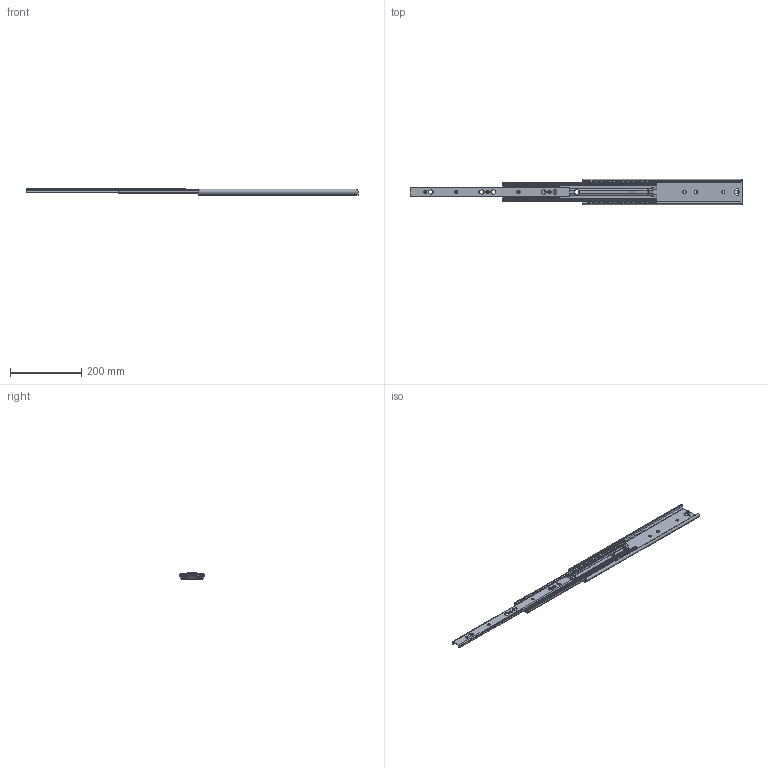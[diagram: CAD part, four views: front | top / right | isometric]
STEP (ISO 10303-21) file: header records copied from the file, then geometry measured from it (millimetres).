
FILE_DESCRIPTION(/* description */ ('TITAN-D- 450/485mm (18.5) Zinc-Magnesium'),/* implementation_level */ '2;1');
FILE_NAME(/* name */ 'M01-AA3_00_open.stp',/* time_stamp */ '2025-09-08T14:36:50+02:00',/* author */ ('l.hoffmann'),/* organization */ (''),/* preprocessor_version */ 'ST-DEVELOPER v20',/* originating_system */ 'Autodesk Inventor 2022',/* authorisation */ '');
FILE_SCHEMA (('AUTOMOTIVE_DESIGN { 1 0 10303 214 3 1 1 }'));
Length unit declared in the file: millimetre
Products named in the file (14): M01-F78; 511-M01-F78-TM1; 511-M01-F78-TM1_1; E000178672; E000178669; E000178668; 512-M01-F78-TM2; 512-M01-F78-TM2_1; E000178681; E000178659; E000178679; E000178678; 514-M01-F78-TM3; 514-M01-F78-TM3_1
Assembly tree (33 placements, depth 3):
  M01-F78
    511-M01-F78-TM1
      511-M01-F78-TM1_1
    E000178672
      E000178659
      E000178669
      E000178668  x11
    512-M01-F78-TM2
      512-M01-F78-TM2_1
    E000178681
      E000178659
      E000178679
      E000178678  x10
    514-M01-F78-TM3
      514-M01-F78-TM3_1
Bounding box: 935 x 70.9 x 18.4 mm (x, y, z)
Volume: 221106.7 mm3; surface area: 264629.7 mm2
Topology: 47 solids, 47 shells, 1271 faces, 3816 edges, 2540 vertices
Faces by surface type: plane 589, cylinder 586, cone 54, sphere 42
Full cylindrical faces by diameter (mm): 7.9 x20, 8 x2, 9 x22, 13 x2
Entity records: 44845 total; most frequent: CARTESIAN_POINT 9823, ORIENTED_EDGE 7388, DIRECTION 7198, EDGE_CURVE 3694, AXIS2_PLACEMENT_3D 2471, VERTEX_POINT 2464, LINE 2256, VECTOR 2256
